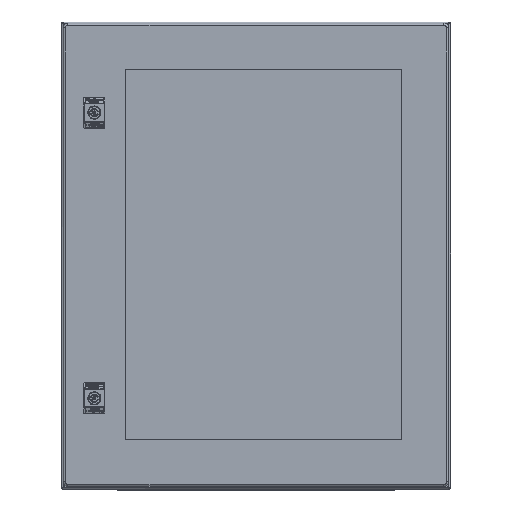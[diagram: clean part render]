
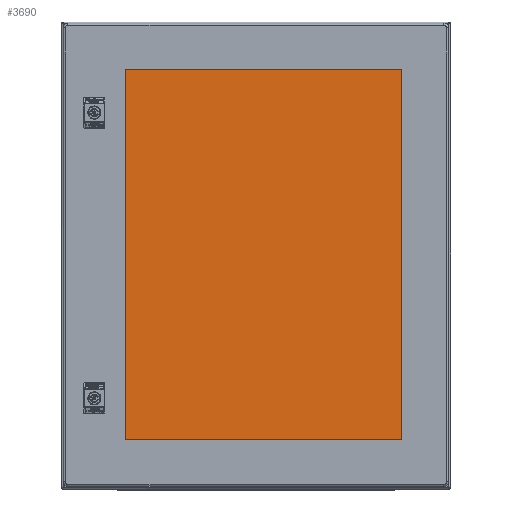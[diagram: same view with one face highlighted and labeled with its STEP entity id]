
A CAD part, top view. The second image highlights one B-rep face of the part: STEP entity #3690.
In plain terms, the highlighted planar face has unit normal (0, 0, 1).
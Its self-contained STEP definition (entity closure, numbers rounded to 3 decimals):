
#3690=ADVANCED_FACE('',(#11210),#11211,.F.);
#11210=FACE_OUTER_BOUND('',#26942,.T.);
#11211=PLANE('',#26943);
#26942=EDGE_LOOP('',(#57780,#57781,#57782,#57783));
#26943=AXIS2_PLACEMENT_3D('',#57784,#57785,#57786);
#57780=ORIENTED_EDGE('',*,*,#68310,.F.);
#57781=ORIENTED_EDGE('',*,*,#68308,.F.);
#57782=ORIENTED_EDGE('',*,*,#68311,.F.);
#57783=ORIENTED_EDGE('',*,*,#68264,.F.);
#57784=CARTESIAN_POINT('',(10.7,-0.2,199.81));
#57785=DIRECTION('',(0.0,0.0,-1.0));
#57786=DIRECTION('',(-1.0,0.0,0.0));
#68264=EDGE_CURVE('',#84347,#84349,#84350,.T.);
#68308=EDGE_CURVE('',#84424,#84426,#84427,.T.);
#68310=EDGE_CURVE('',#84426,#84347,#84429,.T.);
#68311=EDGE_CURVE('',#84349,#84424,#84430,.T.);
#84347=VERTEX_POINT('',#117171);
#84349=VERTEX_POINT('',#117174);
#84350=LINE('',#117175,#117176);
#84424=VERTEX_POINT('',#117280);
#84426=VERTEX_POINT('',#117283);
#84427=LINE('',#117284,#117285);
#84429=LINE('',#117288,#117289);
#84430=LINE('',#117290,#117291);
#117171=CARTESIAN_POINT('',(202.2,-251.7,199.81));
#117174=CARTESIAN_POINT('',(-180.8,-251.7,199.81));
#117175=CARTESIAN_POINT('',(202.2,-251.7,199.81));
#117176=VECTOR('',#131717,383.0);
#117280=CARTESIAN_POINT('',(-180.8,251.3,199.81));
#117283=CARTESIAN_POINT('',(202.2,251.3,199.81));
#117284=CARTESIAN_POINT('',(-180.8,251.3,199.81));
#117285=VECTOR('',#131785,383.0);
#117288=CARTESIAN_POINT('',(202.2,251.3,199.81));
#117289=VECTOR('',#131787,503.0);
#117290=CARTESIAN_POINT('',(-180.8,-251.7,199.81));
#117291=VECTOR('',#131788,503.0);
#131717=DIRECTION('',(-1.0,0.0,0.0));
#131785=DIRECTION('',(1.0,0.0,0.0));
#131787=DIRECTION('',(0.0,-1.0,0.0));
#131788=DIRECTION('',(0.0,1.0,0.0));
